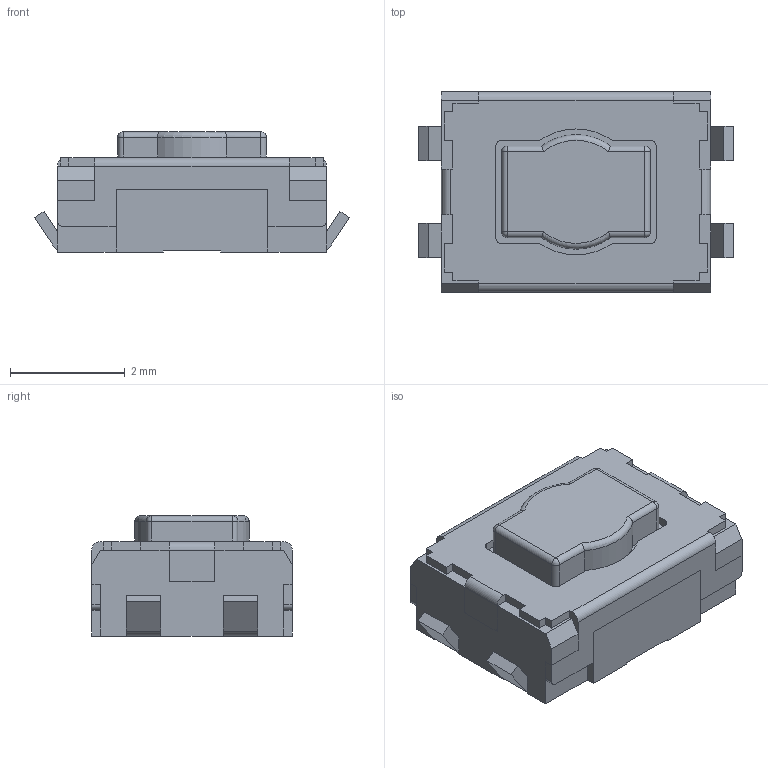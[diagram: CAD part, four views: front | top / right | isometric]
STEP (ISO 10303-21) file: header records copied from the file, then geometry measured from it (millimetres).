
FILE_DESCRIPTION(/* description */ ('model of SW_SPST_EVQP2_ShortPushTravel_H2.1mm'),/* implementation_level */ '2;1');
FILE_NAME(/* name */ 'SW_SPST_EVQP2_ShortPushTravel_H2.1mm.step',/* time_stamp */ '1970-01-01T00:00:00',/* author */ ('KiCAD','kicad'),/* organization */ ('OCCT'),/* preprocessor_version */ '',/* originating_system */ 'KiCAD',/* authorisation */ '');
FILE_SCHEMA(('AUTOMOTIVE_DESIGN { 1 0 10303 214 1 1 1 1 }'));
Length unit declared in the file: millimetre
Products named in the file (1): SW_SPST_EVQP2_ShortPushTravel_H2.1mm
Bounding box: 5.5 x 3.5 x 2.1 mm (x, y, z)
Volume: 28.6 mm3; surface area: 68.8 mm2
Topology: 1 solids, 1 shells, 172 faces, 476 edges, 304 vertices
Faces by surface type: plane 132, cylinder 34, sphere 4, torus 2
Entity records: 3522 total; most frequent: ORIENTED_EDGE 702, EDGE_CURVE 472, CARTESIAN_POINT 454, LINE 328, VERTEX_POINT 304, AXIS2_PLACEMENT_3D 207, FACE_BOUND 174, EDGE_LOOP 174
